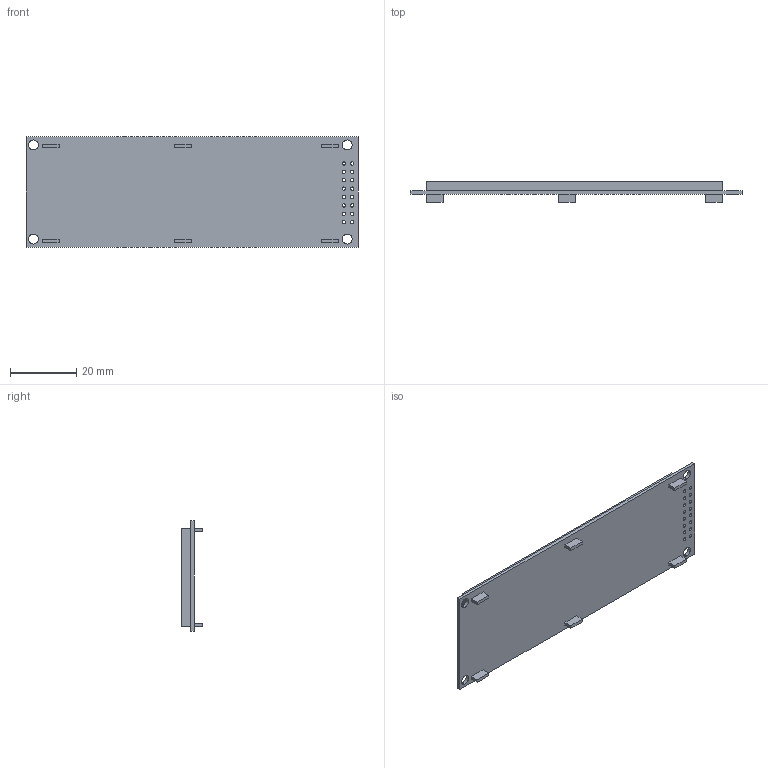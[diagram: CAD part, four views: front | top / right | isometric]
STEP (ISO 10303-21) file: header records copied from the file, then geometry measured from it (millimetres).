
FILE_DESCRIPTION (( 'STEP AP214' ), '1' );
FILE_NAME ('display265x64.STEP', '2022-02-11T20:06:54', ( '' ), ( '' ), 'SwSTEP 2.0', 'SolidWorks 2021', '' );
FILE_SCHEMA (( 'AUTOMOTIVE_DESIGN' ));
Length unit declared in the file: millimetre
Products named in the file (1): display265x64
Bounding box: 100.5 x 6.3 x 33.5 mm (x, y, z)
Volume: 10181.6 mm3; surface area: 13369.2 mm2
Topology: 8 solids, 8 shells, 98 faces, 240 edges, 160 vertices
Faces by surface type: plane 58, cylinder 40
Entity records: 3147 total; most frequent: DIRECTION 518, CARTESIAN_POINT 499, ORIENTED_EDGE 480, EDGE_CURVE 240, AXIS2_PLACEMENT_3D 179, VECTOR 160, VERTEX_POINT 160, LINE 160
